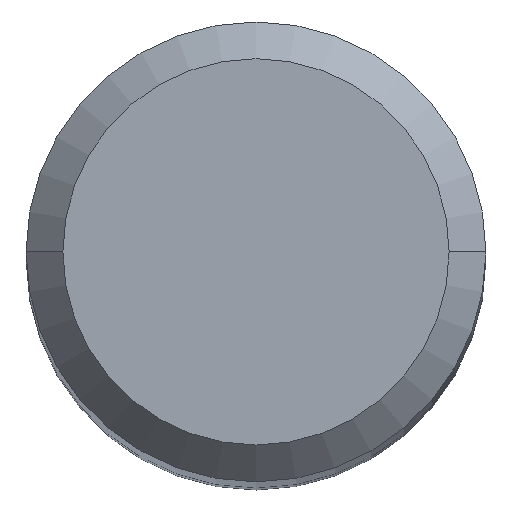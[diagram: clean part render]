
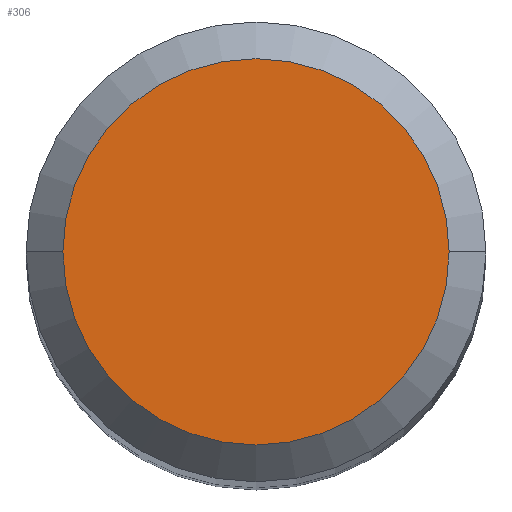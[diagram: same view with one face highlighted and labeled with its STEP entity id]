
A CAD part, top view. The second image highlights one B-rep face of the part: STEP entity #306.
In plain terms, the highlighted planar face has unit normal (0, 0, 1).
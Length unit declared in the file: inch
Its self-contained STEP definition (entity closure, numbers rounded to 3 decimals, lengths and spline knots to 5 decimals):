
#18 = CARTESIAN_POINT ( 'NONE',  ( 0., 0., 2. ) ) ;
#40 = PLANE ( 'NONE',  #233 ) ;
#45 = DIRECTION ( 'NONE',  ( 0., 0., 1. ) ) ;
#72 = CIRCLE ( 'NONE', #196, 0.07875 ) ;
#98 = AXIS2_PLACEMENT_3D ( 'NONE', #184, #157, #284 ) ;
#101 = CARTESIAN_POINT ( 'NONE',  ( -0.07875, 0., 2. ) ) ;
#103 = ORIENTED_EDGE ( 'NONE', *, *, #116, .T. ) ;
#116 = EDGE_CURVE ( 'NONE', #126, #228, #117, .T. ) ;
#117 = CIRCLE ( 'NONE', #98, 0.07875 ) ;
#118 = DIRECTION ( 'NONE',  ( 1., 0., 0. ) ) ;
#126 = VERTEX_POINT ( 'NONE', #101 ) ;
#143 = CARTESIAN_POINT ( 'NONE',  ( 0.07875, 0., 2. ) ) ;
#146 = EDGE_CURVE ( 'NONE', #228, #126, #72, .T. ) ;
#157 = DIRECTION ( 'NONE',  ( 0., 0., 1. ) ) ;
#180 = EDGE_LOOP ( 'NONE', ( #103, #253 ) ) ;
#184 = CARTESIAN_POINT ( 'NONE',  ( 0., 0., 2. ) ) ;
#196 = AXIS2_PLACEMENT_3D ( 'NONE', #322, #45, #118 ) ;
#228 = VERTEX_POINT ( 'NONE', #143 ) ;
#233 = AXIS2_PLACEMENT_3D ( 'NONE', #18, #235, #292 ) ;
#235 = DIRECTION ( 'NONE',  ( 0., 0., 1. ) ) ;
#238 = FACE_OUTER_BOUND ( 'NONE', #180, .T. ) ;
#253 = ORIENTED_EDGE ( 'NONE', *, *, #146, .T. ) ;
#284 = DIRECTION ( 'NONE',  ( 1., 0., 0. ) ) ;
#292 = DIRECTION ( 'NONE',  ( 1., 0., 0. ) ) ;
#306 = ADVANCED_FACE ( 'NONE', ( #238 ), #40, .T. ) ;
#322 = CARTESIAN_POINT ( 'NONE',  ( 0., 0., 2. ) ) ;
